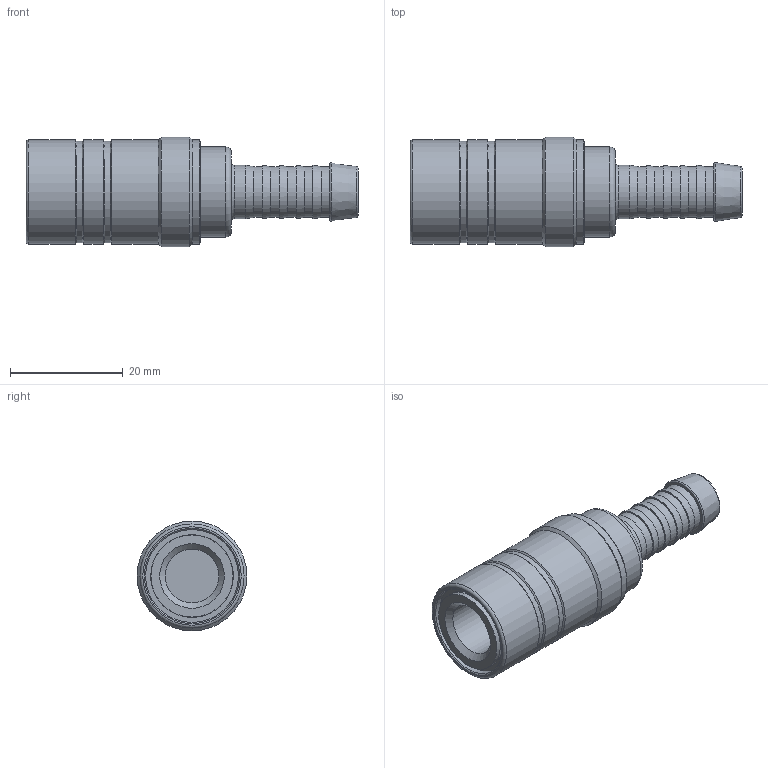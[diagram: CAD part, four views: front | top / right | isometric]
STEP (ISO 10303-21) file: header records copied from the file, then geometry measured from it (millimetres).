
FILE_DESCRIPTION(/* description */ (''),/* implementation_level */ '2;1');
FILE_NAME(/* name */ 'ESFM 9 TLAB.stp',/* time_stamp */ '2024-11-06T08:06:30+01:00',/* author */ ('meier'),/* organization */ (''),/* preprocessor_version */ 'ST-DEVELOPER v18.1',/* originating_system */ 'Autodesk Inventor 2022',/* authorisation */ '0 mm^3');
FILE_SCHEMA (('AUTOMOTIVE_DESIGN { 1 0 10303 214 3 1 1 }'));
Length unit declared in the file: millimetre
Products named in the file (1): ESFM 9 TLAB
Bounding box: 59 x 19.5 x 19.5 mm (x, y, z)
Volume: 8654.2 mm3; surface area: 4611.3 mm2
Topology: 1 solids, 1 shells, 59 faces, 117 edges, 72 vertices
Faces by surface type: cylinder 19, plane 17, cone 17, torus 6
Full cylindrical faces by diameter (mm): 6 x1, 9 x5, 9.5 x2, 14.6 x1, 16 x1, 16.5 x1, 18 x2, 18.5 x4, 19.5 x1
Entity records: 1671 total; most frequent: DIRECTION 303, CARTESIAN_POINT 265, ORIENTED_EDGE 234, AXIS2_PLACEMENT_3D 130, EDGE_CURVE 117, VERTEX_POINT 72, EDGE_LOOP 71, CIRCLE 70
